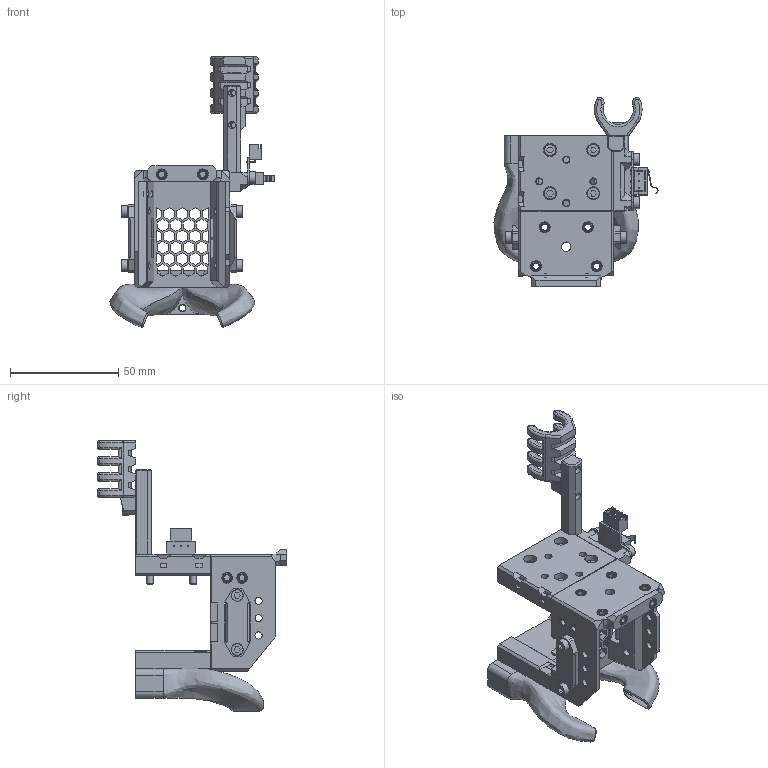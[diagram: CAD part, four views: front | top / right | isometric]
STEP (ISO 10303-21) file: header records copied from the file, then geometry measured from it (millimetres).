
FILE_DESCRIPTION(/* description */ (''),/* implementation_level */ '2;1');
FILE_NAME(/* name */ 'Core.Insert.CoreXY.step',/* time_stamp */ '2023-01-28T03:04:14-06:00',/* author */ (''),/* organization */ (''),/* preprocessor_version */ 'ST-DEVELOPER v19.2',/* originating_system */ 'Autodesk Translation Framework v11.17.0.187',/* authorisation */ '');
FILE_SCHEMA (('AUTOMOTIVE_DESIGN { 1 0 10303 214 3 1 1 }'));
Products named in the file (14): Core.Insert.CoreXY V2; Top Endstop FI <1>; Endstop Module - Horizontal Limit Switch v1; top_endstop_mgn12h; top_endstop_mgn12h_pcb; Front Universal FI <1>; belt_grabber; front_universal_pis_fi; Cable Guide FI <1>; cable_guide; PN501; Bottom Horns; bottom_horns_fi; PN596
Assembly tree (45 placements, depth 3):
  Core.Insert.CoreXY V2
    Top Endstop FI <1>
      PN501  x6
      Endstop Module - Horizontal Limit Switch v1
      top_endstop_mgn12h
      top_endstop_mgn12h_pcb
      PN596  x4
    Front Universal FI <1>
      PN596  x16
      belt_grabber  x2
      PN501  x4
      front_universal_pis_fi
    Cable Guide FI <1>
      cable_guide
      PN501  x2
    Bottom Horns
      bottom_horns_fi
      PN596
Bounding box: 75.72 x 87.43 x 124.89 mm (x, y, z)
Volume: 79632.8 mm3; surface area: 60652.7 mm2
Topology: 41 solids, 41 shells, 3815 faces, 10555 edges, 6978 vertices
Faces by surface type: bspline 1674, plane 1131, cylinder 852, torus 79, cone 79
Full cylindrical faces by diameter (mm): 2.9 x21, 3 x16, 3.2 x2, 3.3 x53, 4.2 x21, 4.25 x21, 4.35 x1, 4.6 x21, 4.7 x27, 5.5 x12, 5.6 x1, 6 x8, 6.4 x4
Entity records: 57864 total; most frequent: CARTESIAN_POINT 25663, ORIENTED_EDGE 6800, DIRECTION 6135, EDGE_CURVE 3400, LINE 2331, VECTOR 2331, VERTEX_POINT 2232, AXIS2_PLACEMENT_3D 1902
